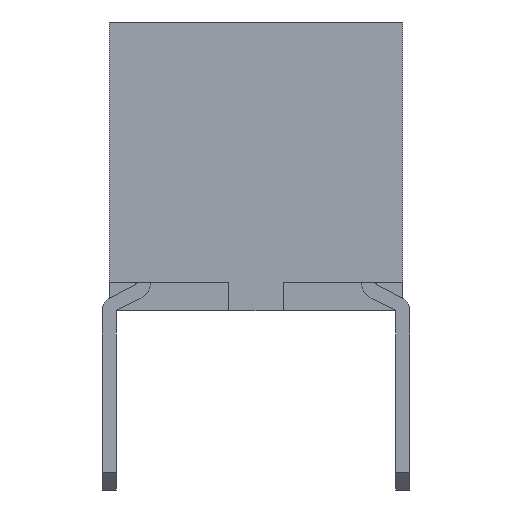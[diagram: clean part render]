
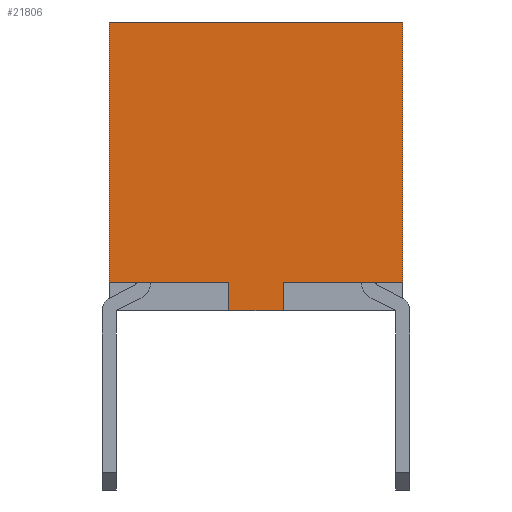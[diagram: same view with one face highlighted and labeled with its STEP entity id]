
A CAD part, front view. The second image highlights one B-rep face of the part: STEP entity #21806.
In plain terms, the highlighted face is planar.
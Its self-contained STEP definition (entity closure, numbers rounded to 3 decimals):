
#5545=ORIENTED_EDGE('',*,*,#7952,.F.);
#5546=ORIENTED_EDGE('',*,*,#8018,.T.);
#5547=ORIENTED_EDGE('',*,*,#7956,.F.);
#5548=ORIENTED_EDGE('',*,*,#7686,.F.);
#5549=ORIENTED_EDGE('',*,*,#8012,.T.);
#5550=ORIENTED_EDGE('',*,*,#8019,.T.);
#5551=ORIENTED_EDGE('',*,*,#8020,.T.);
#5552=ORIENTED_EDGE('',*,*,#7477,.F.);
#7477=EDGE_CURVE('',#9195,#9196,#10699,.T.);
#7686=EDGE_CURVE('',#9331,#9332,#10839,.T.);
#7952=EDGE_CURVE('',#9490,#9195,#11102,.T.);
#7956=EDGE_CURVE('',#9332,#9491,#11106,.T.);
#8012=EDGE_CURVE('',#9331,#9523,#11162,.T.);
#8018=EDGE_CURVE('',#9490,#9491,#11168,.T.);
#8019=EDGE_CURVE('',#9523,#9524,#11169,.T.);
#8020=EDGE_CURVE('',#9524,#9196,#11170,.T.);
#9195=VERTEX_POINT('',#31588);
#9196=VERTEX_POINT('',#31590);
#9331=VERTEX_POINT('',#32046);
#9332=VERTEX_POINT('',#32048);
#9490=VERTEX_POINT('',#32584);
#9491=VERTEX_POINT('',#32589);
#9523=VERTEX_POINT('',#32703);
#9524=VERTEX_POINT('',#32712);
#10699=LINE('',#31589,#12361);
#10839=LINE('',#32047,#12501);
#11102=LINE('',#32585,#12764);
#11106=LINE('',#32592,#12768);
#11162=LINE('',#32702,#12824);
#11168=LINE('',#32710,#12830);
#11169=LINE('',#32711,#12831);
#11170=LINE('',#32713,#12832);
#12361=VECTOR('',#26620,1000.);
#12501=VECTOR('',#27016,1000.);
#12764=VECTOR('',#27503,1000.);
#12768=VECTOR('',#27509,1000.);
#12824=VECTOR('',#27613,1000.);
#12830=VECTOR('',#27621,1000.);
#12831=VECTOR('',#27622,1000.);
#12832=VECTOR('',#27623,1000.);
#13711=EDGE_LOOP('',(#5545,#5546,#5547,#5548,#5549,#5550,#5551,#5552));
#14587=FACE_BOUND('',#13711,.T.);
#15115=PLANE('',#23209);
#21806=ADVANCED_FACE('',(#14587),#15115,.T.);
#23209=AXIS2_PLACEMENT_3D('',#32709,#27619,#27620);
#26620=DIRECTION('',(0.,-1.,0.));
#27016=DIRECTION('',(0.,-1.,0.));
#27503=DIRECTION('',(0.,0.,1.));
#27509=DIRECTION('',(0.,0.,-1.));
#27613=DIRECTION('',(0.,0.,1.));
#27619=DIRECTION('',(1.,0.,0.));
#27620=DIRECTION('',(0.,0.,-1.));
#27621=DIRECTION('',(0.,1.,0.));
#27622=DIRECTION('',(0.,-1.,0.));
#27623=DIRECTION('',(0.,0.,-1.));
#31588=CARTESIAN_POINT('',(6.65,-0.47,-2.));
#31589=CARTESIAN_POINT('',(6.65,-0.47,-2.));
#31590=CARTESIAN_POINT('',(6.65,-2.54,-2.));
#32046=CARTESIAN_POINT('',(6.65,2.54,-2.));
#32047=CARTESIAN_POINT('',(6.65,2.54,-2.));
#32048=CARTESIAN_POINT('',(6.65,0.47,-2.));
#32584=CARTESIAN_POINT('',(6.65,-0.47,-2.5));
#32585=CARTESIAN_POINT('',(6.65,-0.47,-2.5));
#32589=CARTESIAN_POINT('',(6.65,0.47,-2.5));
#32592=CARTESIAN_POINT('',(6.65,0.47,-2.));
#32702=CARTESIAN_POINT('',(6.65,2.54,-2.5));
#32703=CARTESIAN_POINT('',(6.65,2.54,2.5));
#32709=CARTESIAN_POINT('',(6.65,0.,0.));
#32710=CARTESIAN_POINT('',(6.65,-2.54,-2.5));
#32711=CARTESIAN_POINT('',(6.65,2.54,2.5));
#32712=CARTESIAN_POINT('',(6.65,-2.54,2.5));
#32713=CARTESIAN_POINT('',(6.65,-2.54,2.5));
